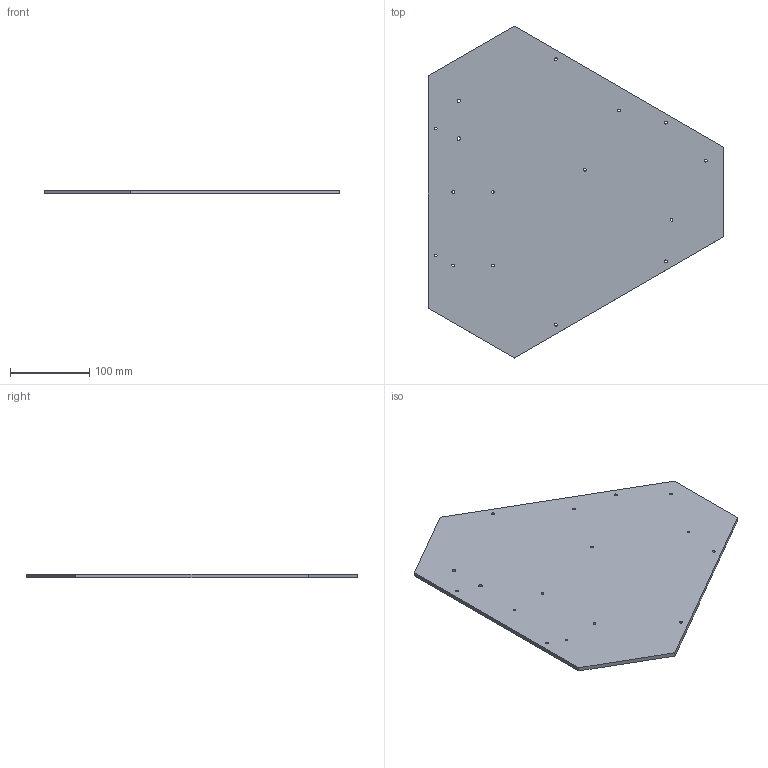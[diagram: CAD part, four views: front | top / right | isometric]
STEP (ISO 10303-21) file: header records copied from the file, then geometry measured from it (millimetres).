
FILE_DESCRIPTION(('FreeCAD Model'),'2;1');
FILE_NAME('Electronics_Cover.step', '2017-03-02T15:22:00',('Ax Smith-Laffin'),('AxMod Box Mods Limited'), 'Open CASCADE STEP processor 6.8','FreeCAD','Unknown');
FILE_SCHEMA(('AUTOMOTIVE_DESIGN_CC2 { 1 2 10303 214 -1 1 5 4 }'));
Length unit declared in the file: millimetre
Products named in the file (2): ASSEMBLY; Electronics_Plate
Assembly tree (1 placements, depth 2):
  ASSEMBLY
    Electronics_Plate
Bounding box: 372.8 x 418.14 x 5 mm (x, y, z)
Volume: 542866.1 mm3; surface area: 224366.1 mm2
Topology: 1 solids, 1 shells, 24 faces, 66 edges, 44 vertices
Faces by surface type: cylinder 16, plane 8
Full cylindrical faces by diameter (mm): 3.4 x14, 4.4 x2
Entity records: 1839 total; most frequent: CARTESIAN_POINT 460, DIRECTION 250, LINE 134, VECTOR 134, ORIENTED_EDGE 132, PCURVE 132, DEFINITIONAL_REPRESENTATION 132, EDGE_CURVE 66
